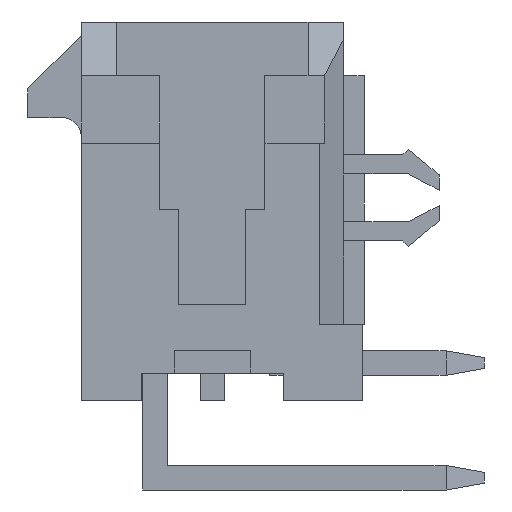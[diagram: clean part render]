
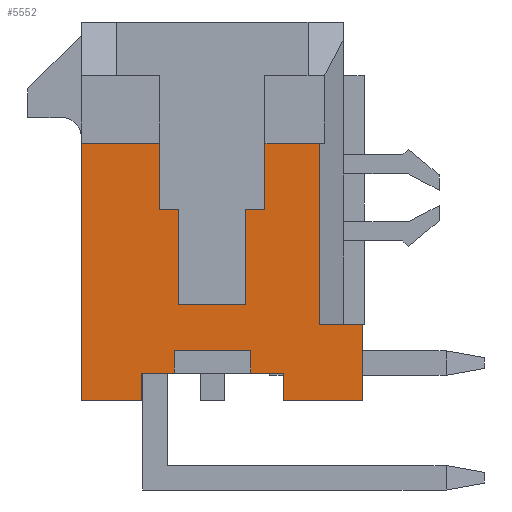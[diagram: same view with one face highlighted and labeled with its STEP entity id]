
A CAD part, left-side view. The second image highlights one B-rep face of the part: STEP entity #5552.
In plain terms, the highlighted planar face has unit normal (-1, 0, 0).
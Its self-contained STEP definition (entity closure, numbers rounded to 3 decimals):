
#1277=DIRECTION('',(0.,0.,-1.));
#1278=VECTOR('',#1277,1.73);
#1279=CARTESIAN_POINT('',(-5.075,-1.375,1.78));
#1280=LINE('',#1279,#1278);
#1281=DIRECTION('',(0.,1.,0.));
#1282=VECTOR('',#1281,1.423);
#1283=CARTESIAN_POINT('',(-5.075,-2.798,1.78));
#1284=LINE('',#1283,#1282);
#1285=DIRECTION('',(0.,0.,-1.));
#1286=VECTOR('',#1285,4.74);
#1287=CARTESIAN_POINT('',(-5.075,-2.798,1.78));
#1288=LINE('',#1287,#1286);
#1289=DIRECTION('',(0.,1.,0.));
#1290=VECTOR('',#1289,1.132);
#1291=CARTESIAN_POINT('',(-5.075,-3.93,-2.96));
#1292=LINE('',#1291,#1290);
#1293=DIRECTION('',(0.,0.,1.));
#1294=VECTOR('',#1293,2.);
#1295=CARTESIAN_POINT('',(-5.075,-3.93,-4.96));
#1296=LINE('',#1295,#1294);
#1297=DIRECTION('',(0.,-1.,0.));
#1298=VECTOR('',#1297,2.08);
#1299=CARTESIAN_POINT('',(-5.075,-1.85,-4.96));
#1300=LINE('',#1299,#1298);
#1301=DIRECTION('',(0.,0.,-1.));
#1302=VECTOR('',#1301,0.725);
#1303=CARTESIAN_POINT('',(-5.075,-1.85,-4.235));
#1304=LINE('',#1303,#1302);
#1305=DIRECTION('',(0.,-1.,0.));
#1306=VECTOR('',#1305,0.85);
#1307=CARTESIAN_POINT('',(-5.075,-1.,-4.235));
#1308=LINE('',#1307,#1306);
#1309=DIRECTION('',(0.,0.,-1.));
#1310=VECTOR('',#1309,0.6);
#1311=CARTESIAN_POINT('',(-5.075,-1.,-3.635));
#1312=LINE('',#1311,#1310);
#1313=DIRECTION('',(0.,-1.,0.));
#1314=VECTOR('',#1313,2.);
#1315=CARTESIAN_POINT('',(-5.075,1.,-3.635));
#1316=LINE('',#1315,#1314);
#1317=DIRECTION('',(0.,0.,1.));
#1318=VECTOR('',#1317,0.6);
#1319=CARTESIAN_POINT('',(-5.075,1.,-4.235));
#1320=LINE('',#1319,#1318);
#1321=DIRECTION('',(0.,-1.,0.));
#1322=VECTOR('',#1321,0.85);
#1323=CARTESIAN_POINT('',(-5.075,1.85,-4.235));
#1324=LINE('',#1323,#1322);
#1325=DIRECTION('',(0.,0.,1.));
#1326=VECTOR('',#1325,0.725);
#1327=CARTESIAN_POINT('',(-5.075,1.85,-4.96));
#1328=LINE('',#1327,#1326);
#1329=DIRECTION('',(0.,-1.,0.));
#1330=VECTOR('',#1329,1.58);
#1331=CARTESIAN_POINT('',(-5.075,3.43,-4.96));
#1332=LINE('',#1331,#1330);
#1333=DIRECTION('',(0.,0.,-1.));
#1334=VECTOR('',#1333,6.74);
#1335=CARTESIAN_POINT('',(-5.075,3.43,1.78));
#1336=LINE('',#1335,#1334);
#1337=DIRECTION('',(0.,1.,0.));
#1338=VECTOR('',#1337,2.055);
#1339=CARTESIAN_POINT('',(-5.075,1.375,1.78));
#1340=LINE('',#1339,#1338);
#1341=DIRECTION('',(0.,0.,-1.));
#1342=VECTOR('',#1341,1.73);
#1343=CARTESIAN_POINT('',(-5.075,1.375,1.78));
#1344=LINE('',#1343,#1342);
#1345=DIRECTION('',(0.,1.,0.));
#1346=VECTOR('',#1345,0.5);
#1347=CARTESIAN_POINT('',(-5.075,0.875,0.05));
#1348=LINE('',#1347,#1346);
#1349=DIRECTION('',(0.,0.,1.));
#1350=VECTOR('',#1349,2.5);
#1351=CARTESIAN_POINT('',(-5.075,0.875,-2.45));
#1352=LINE('',#1351,#1350);
#1353=DIRECTION('',(0.,1.,0.));
#1354=VECTOR('',#1353,1.75);
#1355=CARTESIAN_POINT('',(-5.075,-0.875,-2.45));
#1356=LINE('',#1355,#1354);
#1357=DIRECTION('',(0.,0.,-1.));
#1358=VECTOR('',#1357,2.5);
#1359=CARTESIAN_POINT('',(-5.075,-0.875,0.05));
#1360=LINE('',#1359,#1358);
#1361=DIRECTION('',(0.,1.,0.));
#1362=VECTOR('',#1361,0.5);
#1363=CARTESIAN_POINT('',(-5.075,-1.375,0.05));
#1364=LINE('',#1363,#1362);
#3005=CARTESIAN_POINT('',(-5.075,1.,-4.235));
#3006=VERTEX_POINT('',#3005);
#3007=CARTESIAN_POINT('',(-5.075,-1.,-4.235));
#3008=VERTEX_POINT('',#3007);
#3009=CARTESIAN_POINT('',(-5.075,1.,-3.635));
#3010=VERTEX_POINT('',#3009);
#3011=CARTESIAN_POINT('',(-5.075,-1.,-3.635));
#3012=VERTEX_POINT('',#3011);
#3061=CARTESIAN_POINT('',(-5.075,-1.375,0.05));
#3062=VERTEX_POINT('',#3061);
#3063=CARTESIAN_POINT('',(-5.075,-0.875,0.05));
#3064=VERTEX_POINT('',#3063);
#3065=CARTESIAN_POINT('',(-5.075,0.875,0.05));
#3066=VERTEX_POINT('',#3065);
#3067=CARTESIAN_POINT('',(-5.075,1.375,0.05));
#3068=VERTEX_POINT('',#3067);
#3263=CARTESIAN_POINT('',(-5.075,-0.875,-2.45));
#3264=VERTEX_POINT('',#3263);
#3265=CARTESIAN_POINT('',(-5.075,0.875,-2.45));
#3266=VERTEX_POINT('',#3265);
#3511=CARTESIAN_POINT('',(-5.075,3.43,1.78));
#3512=CARTESIAN_POINT('',(-5.075,3.43,-4.96));
#3513=VERTEX_POINT('',#3511);
#3514=VERTEX_POINT('',#3512);
#3515=CARTESIAN_POINT('',(-5.075,1.85,-4.96));
#3516=VERTEX_POINT('',#3515);
#3517=CARTESIAN_POINT('',(-5.075,1.85,-4.235));
#3518=VERTEX_POINT('',#3517);
#3519=CARTESIAN_POINT('',(-5.075,-1.85,-4.235));
#3520=CARTESIAN_POINT('',(-5.075,-1.85,-4.96));
#3521=VERTEX_POINT('',#3519);
#3522=VERTEX_POINT('',#3520);
#3523=CARTESIAN_POINT('',(-5.075,-3.93,-4.96));
#3524=VERTEX_POINT('',#3523);
#3535=CARTESIAN_POINT('',(-5.075,-1.375,1.78));
#3536=VERTEX_POINT('',#3535);
#3537=CARTESIAN_POINT('',(-5.075,1.375,1.78));
#3538=VERTEX_POINT('',#3537);
#3541=CARTESIAN_POINT('',(-5.075,-2.798,-2.96));
#3542=VERTEX_POINT('',#3541);
#3547=CARTESIAN_POINT('',(-5.075,-3.93,-2.96));
#3548=VERTEX_POINT('',#3547);
#3549=CARTESIAN_POINT('',(-5.075,-2.798,1.78));
#3550=VERTEX_POINT('',#3549);
#5511=CARTESIAN_POINT('',(-5.075,0.,0.));
#5512=DIRECTION('',(-1.,0.,0.));
#5513=DIRECTION('',(0.,0.,1.));
#5514=AXIS2_PLACEMENT_3D('',#5511,#5512,#5513);
#5515=PLANE('',#5514);
#5516=ORIENTED_EDGE('',*,*,#3755,.F.);
#5517=ORIENTED_EDGE('',*,*,#3775,.F.);
#5518=ORIENTED_EDGE('',*,*,#3810,.T.);
#5519=ORIENTED_EDGE('',*,*,#4674,.F.);
#5521=ORIENTED_EDGE('',*,*,#5520,.F.);
#5522=ORIENTED_EDGE('',*,*,#4613,.F.);
#5523=ORIENTED_EDGE('',*,*,#4238,.F.);
#5525=ORIENTED_EDGE('',*,*,#5524,.F.);
#5527=ORIENTED_EDGE('',*,*,#5526,.F.);
#5529=ORIENTED_EDGE('',*,*,#5528,.F.);
#5531=ORIENTED_EDGE('',*,*,#5530,.F.);
#5533=ORIENTED_EDGE('',*,*,#5532,.F.);
#5535=ORIENTED_EDGE('',*,*,#5534,.F.);
#5537=ORIENTED_EDGE('',*,*,#5536,.F.);
#5539=ORIENTED_EDGE('',*,*,#5538,.F.);
#5540=ORIENTED_EDGE('',*,*,#3787,.F.);
#5542=ORIENTED_EDGE('',*,*,#5541,.T.);
#5544=ORIENTED_EDGE('',*,*,#5543,.F.);
#5545=ORIENTED_EDGE('',*,*,#5504,.F.);
#5546=ORIENTED_EDGE('',*,*,#5391,.F.);
#5547=ORIENTED_EDGE('',*,*,#5462,.F.);
#5549=ORIENTED_EDGE('',*,*,#5548,.F.);
#5550=EDGE_LOOP('',(#5516,#5517,#5518,#5519,#5521,#5522,#5523,#5525,#5527,#5529,
#5531,#5533,#5535,#5537,#5539,#5540,#5542,#5544,#5545,#5546,#5547,#5549));
#5551=FACE_OUTER_BOUND('',#5550,.F.);
#5552=ADVANCED_FACE('',(#5551),#5515,.T.);
#3755=EDGE_CURVE('',#3536,#3062,#1280,.T.);
#3775=EDGE_CURVE('',#3550,#3536,#1284,.T.);
#3787=EDGE_CURVE('',#3538,#3513,#1340,.T.);
#3810=EDGE_CURVE('',#3550,#3542,#1288,.T.);
#4238=EDGE_CURVE('',#3521,#3522,#1304,.T.);
#4613=EDGE_CURVE('',#3522,#3524,#1300,.T.);
#4674=EDGE_CURVE('',#3548,#3542,#1292,.T.);
#5391=EDGE_CURVE('',#3264,#3266,#1356,.T.);
#5462=EDGE_CURVE('',#3064,#3264,#1360,.T.);
#5504=EDGE_CURVE('',#3266,#3066,#1352,.T.);
#5520=EDGE_CURVE('',#3524,#3548,#1296,.T.);
#5524=EDGE_CURVE('',#3008,#3521,#1308,.T.);
#5526=EDGE_CURVE('',#3012,#3008,#1312,.T.);
#5528=EDGE_CURVE('',#3010,#3012,#1316,.T.);
#5530=EDGE_CURVE('',#3006,#3010,#1320,.T.);
#5532=EDGE_CURVE('',#3518,#3006,#1324,.T.);
#5534=EDGE_CURVE('',#3516,#3518,#1328,.T.);
#5536=EDGE_CURVE('',#3514,#3516,#1332,.T.);
#5538=EDGE_CURVE('',#3513,#3514,#1336,.T.);
#5541=EDGE_CURVE('',#3538,#3068,#1344,.T.);
#5543=EDGE_CURVE('',#3066,#3068,#1348,.T.);
#5548=EDGE_CURVE('',#3062,#3064,#1364,.T.);
